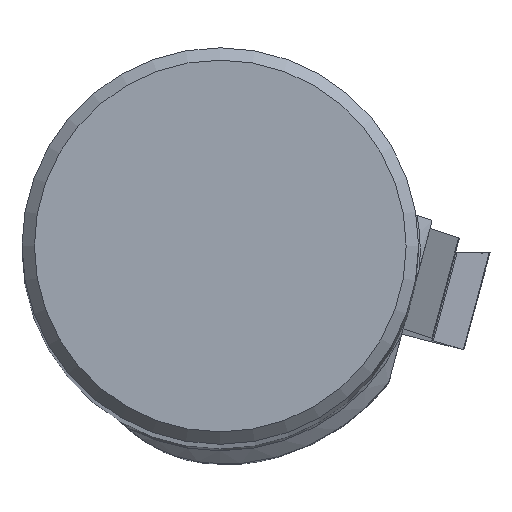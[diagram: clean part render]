
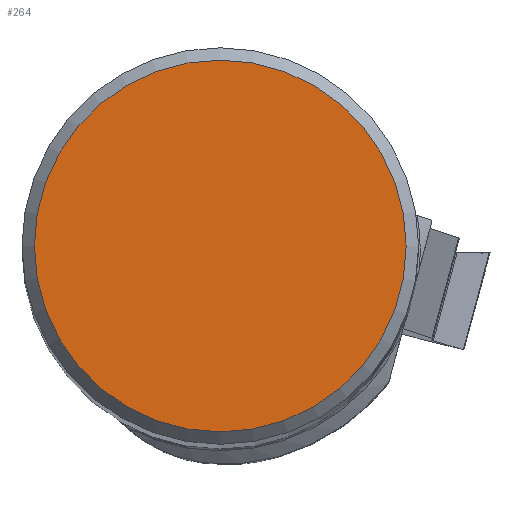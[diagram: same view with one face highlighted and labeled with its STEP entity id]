
A CAD part, top view. The second image highlights one B-rep face of the part: STEP entity #264.
In plain terms, the highlighted planar face has unit normal (0, 0, 1).
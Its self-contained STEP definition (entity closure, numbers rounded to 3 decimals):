
#197=CIRCLE('',#1752,7.493);
#264=ADVANCED_FACE('',(#379),#313,.T.);
#313=PLANE('',#1756);
#379=FACE_OUTER_BOUND('',#465,.T.);
#465=EDGE_LOOP('',(#1102));
#1102=ORIENTED_EDGE('',*,*,#1512,.F.);
#1310=VERTEX_POINT('',#2872);
#1512=EDGE_CURVE('',#1310,#1310,#197,.T.);
#1752=AXIS2_PLACEMENT_3D('',#2871,#2152,#2153);
#1756=AXIS2_PLACEMENT_3D('',#2877,#2160,#2161);
#2152=DIRECTION('',(0.,0.,-1.));
#2153=DIRECTION('',(-1.,0.,0.));
#2160=DIRECTION('',(0.,0.,1.));
#2161=DIRECTION('',(-1.,0.,0.));
#2871=CARTESIAN_POINT('',(0.,0.,0.));
#2872=CARTESIAN_POINT('',(-7.493,0.,0.));
#2877=CARTESIAN_POINT('',(0.,0.,0.));
